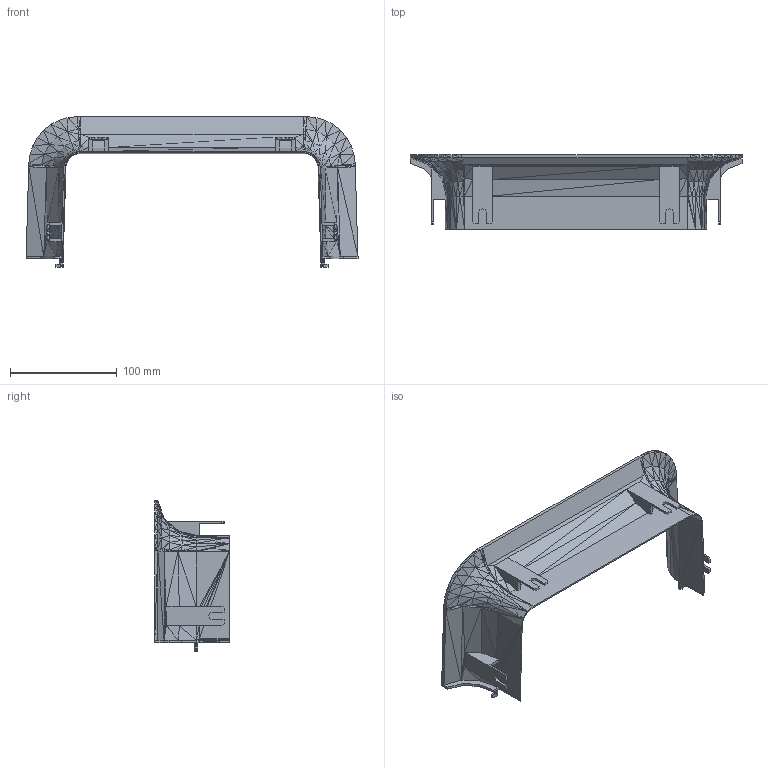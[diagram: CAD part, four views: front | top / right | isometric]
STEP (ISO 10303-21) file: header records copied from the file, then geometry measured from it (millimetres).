
FILE_DESCRIPTION(('FreeCAD Model'),'2;1');
FILE_NAME('Open CASCADE Shape Model','2022-12-01T12:44:24',('Author'),( ''),'Open CASCADE STEP processor 7.6','FreeCAD','Unknown');
FILE_SCHEMA(('AUTOMOTIVE_DESIGN { 1 0 10303 214 1 1 1 1 }'));
Length unit declared in the file: millimetre
Products named in the file (1): DS_240_316L0______________________________________________240mm_
trumpet_flare___________________001001 (Solid)
Bounding box: 311 x 70 x 141.2 mm (x, y, z)
Volume: 103387.8 mm3; surface area: 91435.2 mm2
Topology: 1 solids, 1 shells, 673 faces, 1201 edges, 532 vertices
Faces by surface type: plane 673
Entity records: 30502 total; most frequent: DIRECTION 4951, CARTESIAN_POINT 4809, LINE 3603, VECTOR 3603, ORIENTED_EDGE 2402, PCURVE 2402, DEFINITIONAL_REPRESENTATION 2402, EDGE_CURVE 1201
